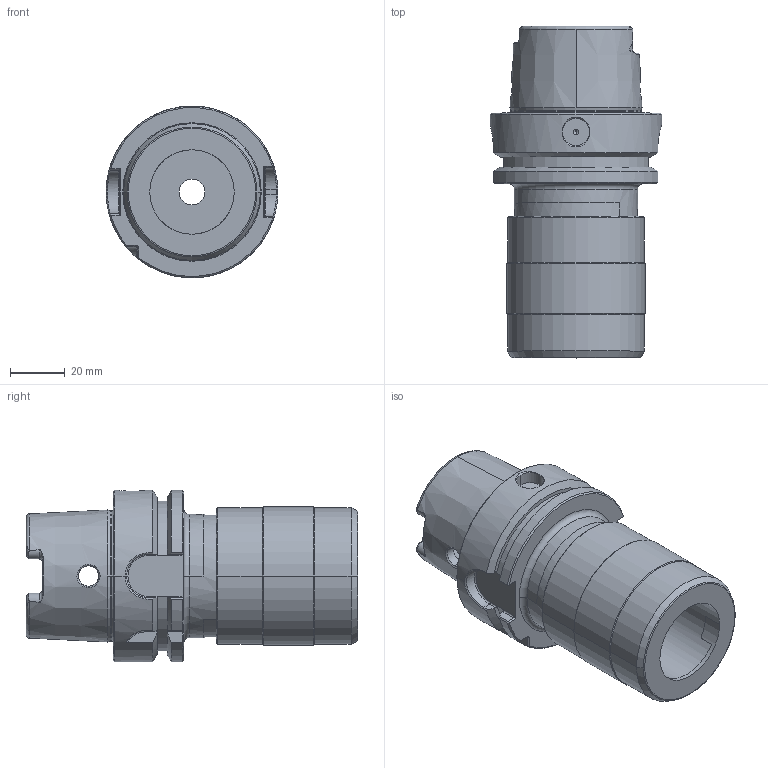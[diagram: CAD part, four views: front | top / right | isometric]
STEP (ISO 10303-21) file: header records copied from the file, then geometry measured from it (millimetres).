
FILE_DESCRIPTION((''),'2;1');
FILE_NAME('21680-H63A','2021-06-24T14:09:02',('046'),(''),'CREO PARAMETRIC BY PTC INC, 2019352','CREO PARAMETRIC BY PTC INC, 2019352','');
FILE_SCHEMA(('CONFIG_CONTROL_DESIGN'));
Length unit declared in the file: millimetre
Products named in the file (1): 21680-H63A
Bounding box: 63 x 121.7 x 63 mm (x, y, z)
Volume: 170530.2 mm3; surface area: 37274.6 mm2
Topology: 1 solids, 1 shells, 223 faces, 584 edges, 368 vertices
Faces by surface type: plane 71, cylinder 64, cone 48, torus 28, bspline 12
Entity records: 8251 total; most frequent: CARTESIAN_POINT 2815, ORIENTED_EDGE 1164, DIRECTION 1101, EDGE_CURVE 582, AXIS2_PLACEMENT_3D 426, VERTEX_POINT 368, VECTOR 249, LINE 249
